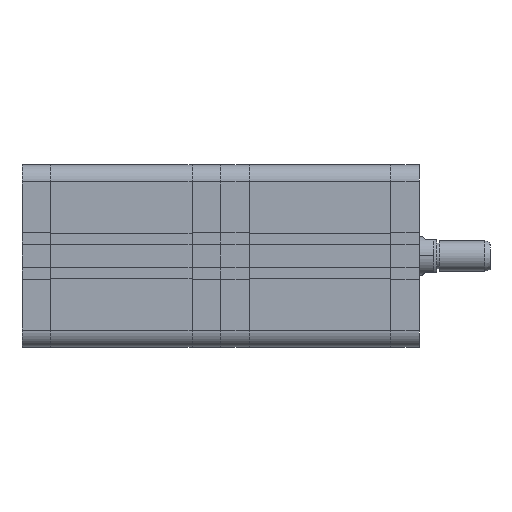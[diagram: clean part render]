
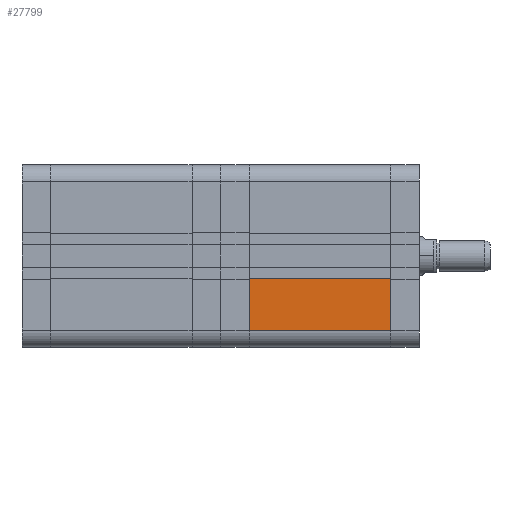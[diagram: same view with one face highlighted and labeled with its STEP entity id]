
A CAD part, front view. The second image highlights one B-rep face of the part: STEP entity #27799.
In plain terms, the highlighted planar face has unit normal (0, -1, 0).
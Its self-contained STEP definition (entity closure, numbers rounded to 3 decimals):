
#357 = CARTESIAN_POINT ( 'NONE',  ( 74., -47.75, -11.8 ) ) ;
#671 = CARTESIAN_POINT ( 'NONE',  ( 0., -47.75, -11.8 ) ) ;
#1179 = VERTEX_POINT ( 'NONE', #671 ) ;
#2578 = CARTESIAN_POINT ( 'NONE',  ( 74., -47.75, -47.75 ) ) ;
#5363 = FACE_OUTER_BOUND ( 'NONE', #13502, .T. ) ;
#8153 = EDGE_CURVE ( 'NONE', #29574, #17401, #31679, .T. ) ;
#8172 = CARTESIAN_POINT ( 'NONE',  ( 74., -47.75, -47.75 ) ) ;
#11758 = ORIENTED_EDGE ( 'NONE', *, *, #20532, .T. ) ;
#12448 = VECTOR ( 'NONE', #13510, 1000. ) ;
#13502 = EDGE_LOOP ( 'NONE', ( #19965, #33923, #11758, #23324 ) ) ;
#13510 = DIRECTION ( 'NONE',  ( 1., 0., 0. ) ) ;
#14252 = LINE ( 'NONE', #27782, #12448 ) ;
#16280 = LINE ( 'NONE', #27731, #36320 ) ;
#16823 = DIRECTION ( 'NONE',  ( 0., 1., 0. ) ) ;
#17401 = VERTEX_POINT ( 'NONE', #22066 ) ;
#18183 = EDGE_CURVE ( 'NONE', #29574, #1179, #16280, .T. ) ;
#19662 = VERTEX_POINT ( 'NONE', #22826 ) ;
#19835 = PLANE ( 'NONE',  #22916 ) ;
#19965 = ORIENTED_EDGE ( 'NONE', *, *, #18183, .T. ) ;
#20532 = EDGE_CURVE ( 'NONE', #19662, #17401, #14252, .T. ) ;
#22066 = CARTESIAN_POINT ( 'NONE',  ( 74., -47.75, -38.75 ) ) ;
#22479 = LINE ( 'NONE', #34461, #35713 ) ;
#22826 = CARTESIAN_POINT ( 'NONE',  ( 0., -47.75, -38.75 ) ) ;
#22916 = AXIS2_PLACEMENT_3D ( 'NONE', #8172, #16823, #36746 ) ;
#23324 = ORIENTED_EDGE ( 'NONE', *, *, #8153, .F. ) ;
#25321 = DIRECTION ( 'NONE',  ( 0., 0., -1. ) ) ;
#25850 = DIRECTION ( 'NONE',  ( -1., 0., 0. ) ) ;
#27731 = CARTESIAN_POINT ( 'NONE',  ( 74.001, -47.75, -11.8 ) ) ;
#27782 = CARTESIAN_POINT ( 'NONE',  ( 74., -47.75, -38.75 ) ) ;
#27799 = ADVANCED_FACE ( 'NONE', ( #5363 ), #19835, .F. ) ;
#29574 = VERTEX_POINT ( 'NONE', #357 ) ;
#31679 = LINE ( 'NONE', #2578, #35006 ) ;
#33021 = EDGE_CURVE ( 'NONE', #1179, #19662, #22479, .T. ) ;
#33923 = ORIENTED_EDGE ( 'NONE', *, *, #33021, .T. ) ;
#34461 = CARTESIAN_POINT ( 'NONE',  ( 0., -47.75, -47.75 ) ) ;
#34845 = DIRECTION ( 'NONE',  ( 0., 0., -1. ) ) ;
#35006 = VECTOR ( 'NONE', #25321, 1000. ) ;
#35713 = VECTOR ( 'NONE', #34845, 1000. ) ;
#36320 = VECTOR ( 'NONE', #25850, 1000. ) ;
#36746 = DIRECTION ( 'NONE',  ( 0., 0., 1. ) ) ;
